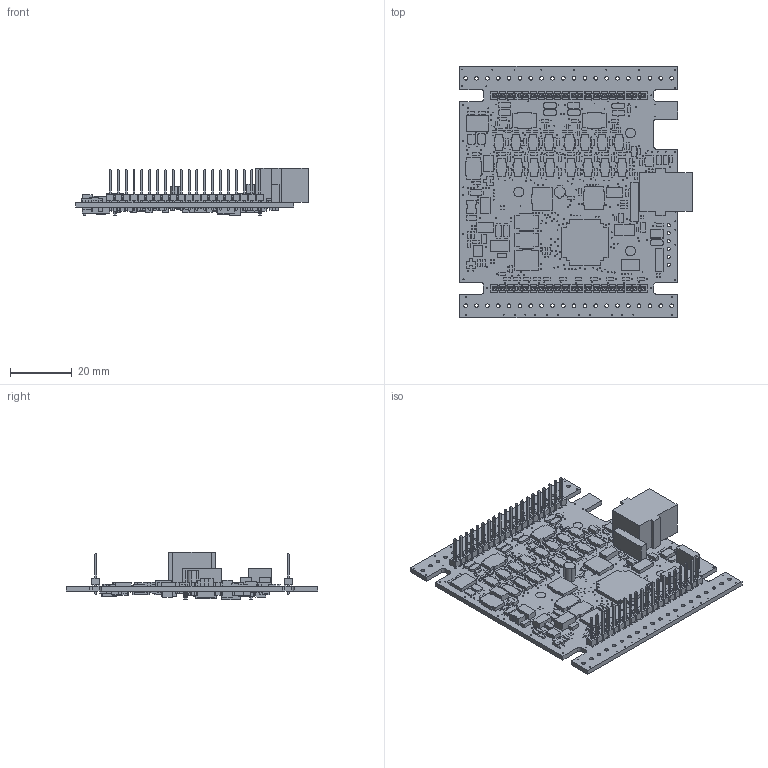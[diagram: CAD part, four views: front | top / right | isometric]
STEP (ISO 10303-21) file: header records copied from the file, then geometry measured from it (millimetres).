
FILE_DESCRIPTION (( 'STEP AP214' ), '1' );
FILE_NAME ('USB-xx08PLUS-OEM.STEP', '2017-04-18T13:28:37', ( 'no' ), ( 'Microsoft' ), 'SwSTEP 2.0', 'SolidWorks 2012', '' );
FILE_SCHEMA (( 'AUTOMOTIVE_DESIGN' ));
Length unit declared in the file: inch
Products named in the file (3): 193336E-OEM; Samtec-TSW-120-14-G-S_LEAD STYLE14PIN CENTER1PINS28PLATINGGROWS; USB-xx08PLUS-OEM
Assembly tree (3 placements, depth 2):
  USB-xx08PLUS-OEM
    Samtec-TSW-120-14-G-S_LEAD STYLE14PIN CENTER1PINS28PLATINGGROWS  x2
    193336E-OEM
Bounding box: 75.07 x 81.28 x 15.37 mm (x, y, z)
Volume: 14561.5 mm3; surface area: 24026.9 mm2
Topology: 299 solids, 299 shells, 5831 faces, 14363 edges, 9210 vertices
Faces by surface type: plane 4445, cylinder 1386
Entity records: 184610 total; most frequent: CARTESIAN_POINT 24044, DIRECTION 23923, ORIENTED_EDGE 23402, EDGE_CURVE 11701, VECTOR 8929, LINE 8929, VERTEX_POINT 7618, AXIS2_PLACEMENT_3D 7497
